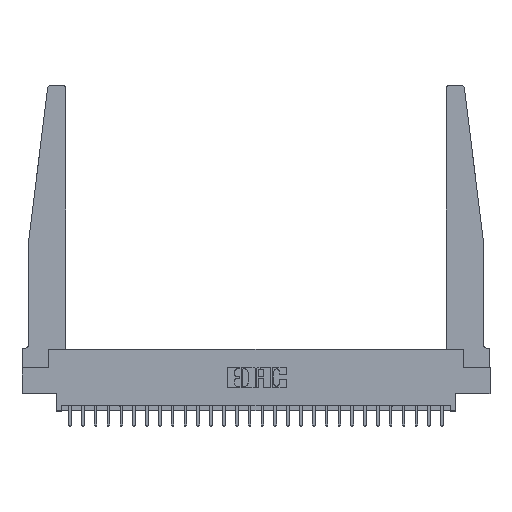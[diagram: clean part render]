
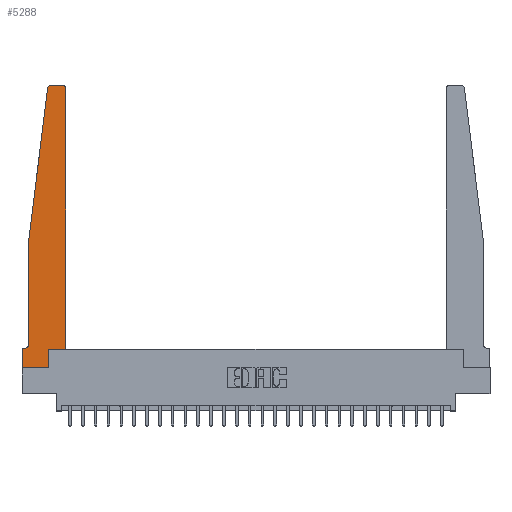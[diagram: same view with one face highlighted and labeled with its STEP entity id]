
A CAD part, top view. The second image highlights one B-rep face of the part: STEP entity #5288.
In plain terms, the highlighted planar face has unit normal (0, 0, 1).
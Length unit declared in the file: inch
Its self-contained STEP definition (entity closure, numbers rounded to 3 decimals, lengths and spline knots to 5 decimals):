
#107 = CARTESIAN_POINT ( 'NONE',  ( 0.395, 2.75, 0.37 ) ) ;
#132 = VERTEX_POINT ( 'NONE', #21738 ) ;
#1035 = LINE ( 'NONE', #18816, #6449 ) ;
#1049 = VECTOR ( 'NONE', #25743, 39.37008 ) ;
#1109 = VERTEX_POINT ( 'NONE', #22675 ) ;
#1240 = CARTESIAN_POINT ( 'NONE',  ( 0.065, 1.25, 0.37 ) ) ;
#1483 = DIRECTION ( 'NONE',  ( -1., 0., 0. ) ) ;
#1523 = ORIENTED_EDGE ( 'NONE', *, *, #4358, .T. ) ;
#1614 = AXIS2_PLACEMENT_3D ( 'NONE', #9131, #23285, #11181 ) ;
#2040 = CARTESIAN_POINT ( 'NONE',  ( 0., 0., 0.37 ) ) ;
#3554 = DIRECTION ( 'NONE',  ( 1., 0., 0. ) ) ;
#3827 = VECTOR ( 'NONE', #5631, 39.37008 ) ;
#4144 = ORIENTED_EDGE ( 'NONE', *, *, #15220, .T. ) ;
#4204 = DIRECTION ( 'NONE',  ( 0., 0., 1. ) ) ;
#4323 = ORIENTED_EDGE ( 'NONE', *, *, #20987, .T. ) ;
#4358 = EDGE_CURVE ( 'NONE', #132, #23889, #8206, .T. ) ;
#4428 = VECTOR ( 'NONE', #24031, 39.37008 ) ;
#4510 = EDGE_CURVE ( 'NONE', #22912, #9090, #9140, .T. ) ;
#4702 = CARTESIAN_POINT ( 'NONE',  ( 0., 0., 0.37 ) ) ;
#5111 = ORIENTED_EDGE ( 'NONE', *, *, #13685, .T. ) ;
#5288 = ADVANCED_FACE ( 'NONE', ( #24269 ), #25036, .T. ) ;
#5631 = DIRECTION ( 'NONE',  ( 0., 1., 0. ) ) ;
#5830 = VECTOR ( 'NONE', #17479, 39.37008 ) ;
#6068 = CARTESIAN_POINT ( 'NONE',  ( 0.2605, 0.18, 0.37 ) ) ;
#6449 = VECTOR ( 'NONE', #6656, 39.37008 ) ;
#6455 = ORIENTED_EDGE ( 'NONE', *, *, #8748, .T. ) ;
#6622 = EDGE_CURVE ( 'NONE', #23889, #11404, #21746, .T. ) ;
#6656 = DIRECTION ( 'NONE',  ( -0.122, -0.992, 0. ) ) ;
#6969 = CARTESIAN_POINT ( 'NONE',  ( 0., 0.1875, 0.37 ) ) ;
#7866 = CARTESIAN_POINT ( 'NONE',  ( 0.015, 0.1875, 0.37 ) ) ;
#7942 = EDGE_CURVE ( 'NONE', #16333, #22912, #22947, .T. ) ;
#8206 = LINE ( 'NONE', #1240, #23080 ) ;
#8512 = DIRECTION ( 'NONE',  ( -1., 0., 0. ) ) ;
#8748 = EDGE_CURVE ( 'NONE', #19986, #18035, #10562, .T. ) ;
#8962 = EDGE_LOOP ( 'NONE', ( #14118, #14724, #20500, #1523, #9496, #19620, #11496, #6455, #4144, #4323, #5111, #10860 ) ) ;
#8989 = DIRECTION ( 'NONE',  ( 1., 0., 0. ) ) ;
#9090 = VERTEX_POINT ( 'NONE', #12727 ) ;
#9131 = CARTESIAN_POINT ( 'NONE',  ( 0.395, 2.72, 0.37 ) ) ;
#9140 = LINE ( 'NONE', #22025, #4428 ) ;
#9202 = LINE ( 'NONE', #17785, #3827 ) ;
#9368 = VERTEX_POINT ( 'NONE', #23564 ) ;
#9496 = ORIENTED_EDGE ( 'NONE', *, *, #6622, .T. ) ;
#10562 = LINE ( 'NONE', #11677, #1049 ) ;
#10626 = VECTOR ( 'NONE', #3554, 39.37008 ) ;
#10860 = ORIENTED_EDGE ( 'NONE', *, *, #7942, .T. ) ;
#11181 = DIRECTION ( 'NONE',  ( 1., 0., 0. ) ) ;
#11200 = LINE ( 'NONE', #25411, #5830 ) ;
#11404 = VERTEX_POINT ( 'NONE', #7866 ) ;
#11496 = ORIENTED_EDGE ( 'NONE', *, *, #19447, .T. ) ;
#11677 = CARTESIAN_POINT ( 'NONE',  ( 0., 0., 0.37 ) ) ;
#12727 = CARTESIAN_POINT ( 'NONE',  ( 0.27653, 2.75, 0.37 ) ) ;
#13110 = VERTEX_POINT ( 'NONE', #13260 ) ;
#13260 = CARTESIAN_POINT ( 'NONE',  ( 0.425, 0.18, 0.37 ) ) ;
#13419 = CARTESIAN_POINT ( 'NONE',  ( 0.065, 0.2375, 0.37 ) ) ;
#13619 = DIRECTION ( 'NONE',  ( 0., 0., -1. ) ) ;
#13685 = EDGE_CURVE ( 'NONE', #13110, #16333, #11200, .T. ) ;
#14118 = ORIENTED_EDGE ( 'NONE', *, *, #4510, .T. ) ;
#14168 = EDGE_CURVE ( 'NONE', #9368, #132, #1035, .T. ) ;
#14535 = LINE ( 'NONE', #2040, #24587 ) ;
#14648 = CARTESIAN_POINT ( 'NONE',  ( 0.065, 0.1875, 0.37 ) ) ;
#14724 = ORIENTED_EDGE ( 'NONE', *, *, #24687, .T. ) ;
#15220 = EDGE_CURVE ( 'NONE', #18035, #15374, #9202, .T. ) ;
#15374 = VERTEX_POINT ( 'NONE', #6068 ) ;
#16231 = DIRECTION ( 'NONE',  ( 0., -1., 0. ) ) ;
#16333 = VERTEX_POINT ( 'NONE', #25370 ) ;
#16340 = CARTESIAN_POINT ( 'NONE',  ( 0.27653, 2.72, 0.37 ) ) ;
#17233 = AXIS2_PLACEMENT_3D ( 'NONE', #16340, #4204, #18409 ) ;
#17479 = DIRECTION ( 'NONE',  ( 0., 1., 0. ) ) ;
#17774 = CARTESIAN_POINT ( 'NONE',  ( 0.425, 0.18, 0.37 ) ) ;
#17785 = CARTESIAN_POINT ( 'NONE',  ( 0.2605, 0.18, 0.37 ) ) ;
#18035 = VERTEX_POINT ( 'NONE', #25920 ) ;
#18409 = DIRECTION ( 'NONE',  ( 1., 0., 0. ) ) ;
#18625 = AXIS2_PLACEMENT_3D ( 'NONE', #25661, #13619, #1483 ) ;
#18816 = CARTESIAN_POINT ( 'NONE',  ( 0.065, 1.25, 0.37 ) ) ;
#19447 = EDGE_CURVE ( 'NONE', #1109, #19986, #14535, .T. ) ;
#19514 = DIRECTION ( 'NONE',  ( 0., -1., 0. ) ) ;
#19620 = ORIENTED_EDGE ( 'NONE', *, *, #23023, .T. ) ;
#19986 = VERTEX_POINT ( 'NONE', #4702 ) ;
#20500 = ORIENTED_EDGE ( 'NONE', *, *, #14168, .T. ) ;
#20613 = AXIS2_PLACEMENT_3D ( 'NONE', #6969, #21138, #8989 ) ;
#20987 = EDGE_CURVE ( 'NONE', #15374, #13110, #26049, .T. ) ;
#21138 = DIRECTION ( 'NONE',  ( 0., 0., 1. ) ) ;
#21481 = VECTOR ( 'NONE', #8512, 39.37008 ) ;
#21738 = CARTESIAN_POINT ( 'NONE',  ( 0.065, 1.25, 0.37 ) ) ;
#21746 = CIRCLE ( 'NONE', #18625, 0.05 ) ;
#22025 = CARTESIAN_POINT ( 'NONE',  ( 0.25, 2.75, 0.37 ) ) ;
#22648 = CIRCLE ( 'NONE', #17233, 0.03 ) ;
#22675 = CARTESIAN_POINT ( 'NONE',  ( 0., 0.1875, 0.37 ) ) ;
#22748 = LINE ( 'NONE', #14648, #21481 ) ;
#22912 = VERTEX_POINT ( 'NONE', #107 ) ;
#22947 = CIRCLE ( 'NONE', #1614, 0.03 ) ;
#23023 = EDGE_CURVE ( 'NONE', #11404, #1109, #22748, .T. ) ;
#23080 = VECTOR ( 'NONE', #19514, 39.37008 ) ;
#23285 = DIRECTION ( 'NONE',  ( 0., 0., 1. ) ) ;
#23564 = CARTESIAN_POINT ( 'NONE',  ( 0.24675, 2.72367, 0.37 ) ) ;
#23889 = VERTEX_POINT ( 'NONE', #13419 ) ;
#24031 = DIRECTION ( 'NONE',  ( -1., 0., 0. ) ) ;
#24269 = FACE_OUTER_BOUND ( 'NONE', #8962, .T. ) ;
#24587 = VECTOR ( 'NONE', #16231, 39.37008 ) ;
#24687 = EDGE_CURVE ( 'NONE', #9090, #9368, #22648, .T. ) ;
#25036 = PLANE ( 'NONE',  #20613 ) ;
#25370 = CARTESIAN_POINT ( 'NONE',  ( 0.425, 2.72, 0.37 ) ) ;
#25411 = CARTESIAN_POINT ( 'NONE',  ( 0.425, 0.18, 0.37 ) ) ;
#25661 = CARTESIAN_POINT ( 'NONE',  ( 0.015, 0.2375, 0.37 ) ) ;
#25743 = DIRECTION ( 'NONE',  ( 1., 0., 0. ) ) ;
#25920 = CARTESIAN_POINT ( 'NONE',  ( 0.2605, 0., 0.37 ) ) ;
#26049 = LINE ( 'NONE', #17774, #10626 ) ;
